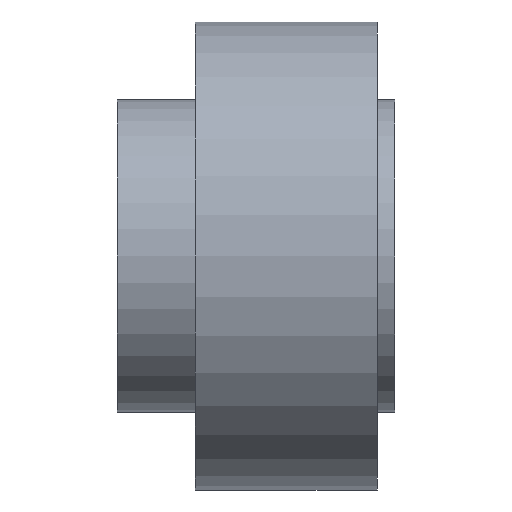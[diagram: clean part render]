
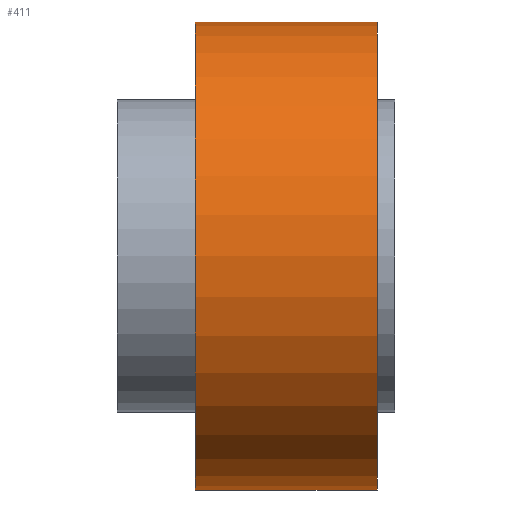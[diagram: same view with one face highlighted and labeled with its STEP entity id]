
A CAD part, left-side view. The second image highlights one B-rep face of the part: STEP entity #411.
In plain terms, the highlighted cylindrical face has radius 13.5 mm (diameter 27 mm), a partial arc.
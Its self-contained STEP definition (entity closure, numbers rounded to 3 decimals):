
#29 = AXIS2_PLACEMENT_3D ( 'NONE', #241, #473, #317 ) ;
#44 = CIRCLE ( 'NONE', #243, 13.5 ) ;
#46 = FACE_OUTER_BOUND ( 'NONE', #401, .T. ) ;
#55 = CARTESIAN_POINT ( 'NONE',  ( 0., 10.5, 13.5 ) ) ;
#71 = CIRCLE ( 'NONE', #29, 13.5 ) ;
#76 = ORIENTED_EDGE ( 'NONE', *, *, #397, .T. ) ;
#103 = LINE ( 'NONE', #55, #254 ) ;
#129 = CARTESIAN_POINT ( 'NONE',  ( 0., 10.5, -13.5 ) ) ;
#132 = CARTESIAN_POINT ( 'NONE',  ( 0., 0., -13.5 ) ) ;
#143 = DIRECTION ( 'NONE',  ( 0., -1., 0. ) ) ;
#147 = VERTEX_POINT ( 'NONE', #231 ) ;
#164 = ORIENTED_EDGE ( 'NONE', *, *, #505, .F. ) ;
#182 = CARTESIAN_POINT ( 'NONE',  ( 0., 0., 0. ) ) ;
#214 = DIRECTION ( 'NONE',  ( 0., -1., 0. ) ) ;
#224 = CARTESIAN_POINT ( 'NONE',  ( 0., 10.5, 0. ) ) ;
#231 = CARTESIAN_POINT ( 'NONE',  ( 0., 0., 13.5 ) ) ;
#241 = CARTESIAN_POINT ( 'NONE',  ( 0., 10.5, 0. ) ) ;
#243 = AXIS2_PLACEMENT_3D ( 'NONE', #182, #338, #499 ) ;
#254 = VECTOR ( 'NONE', #214, 1000. ) ;
#257 = DIRECTION ( 'NONE',  ( 0., 0., -1. ) ) ;
#263 = LINE ( 'NONE', #129, #334 ) ;
#300 = CARTESIAN_POINT ( 'NONE',  ( 0., 10.5, -13.5 ) ) ;
#317 = DIRECTION ( 'NONE',  ( 0., 0., 1. ) ) ;
#323 = ORIENTED_EDGE ( 'NONE', *, *, #331, .F. ) ;
#331 = EDGE_CURVE ( 'NONE', #431, #403, #71, .T. ) ;
#332 = DIRECTION ( 'NONE',  ( 0., -1., 0. ) ) ;
#334 = VECTOR ( 'NONE', #143, 1000. ) ;
#338 = DIRECTION ( 'NONE',  ( 0., 1., 0. ) ) ;
#342 = AXIS2_PLACEMENT_3D ( 'NONE', #224, #332, #257 ) ;
#358 = ORIENTED_EDGE ( 'NONE', *, *, #469, .T. ) ;
#397 = EDGE_CURVE ( 'NONE', #464, #147, #44, .T. ) ;
#401 = EDGE_LOOP ( 'NONE', ( #164, #323, #358, #76 ) ) ;
#403 = VERTEX_POINT ( 'NONE', #405 ) ;
#405 = CARTESIAN_POINT ( 'NONE',  ( 0., 10.5, 13.5 ) ) ;
#411 = ADVANCED_FACE ( 'NONE', ( #46 ), #422, .T. ) ;
#422 = CYLINDRICAL_SURFACE ( 'NONE', #342, 13.5 ) ;
#431 = VERTEX_POINT ( 'NONE', #300 ) ;
#464 = VERTEX_POINT ( 'NONE', #132 ) ;
#469 = EDGE_CURVE ( 'NONE', #431, #464, #263, .T. ) ;
#473 = DIRECTION ( 'NONE',  ( 0., 1., 0. ) ) ;
#499 = DIRECTION ( 'NONE',  ( 0., 0., 1. ) ) ;
#505 = EDGE_CURVE ( 'NONE', #403, #147, #103, .T. ) ;
